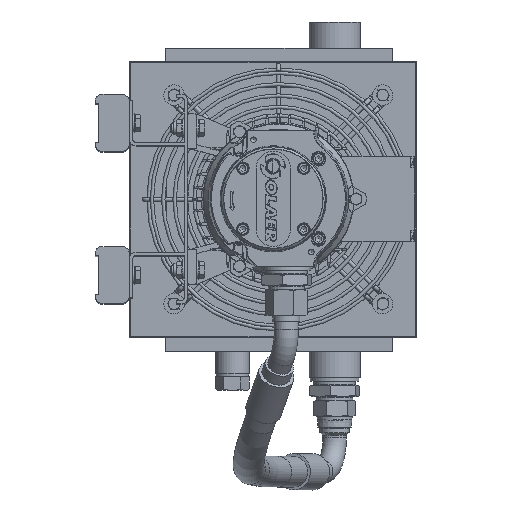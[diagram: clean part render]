
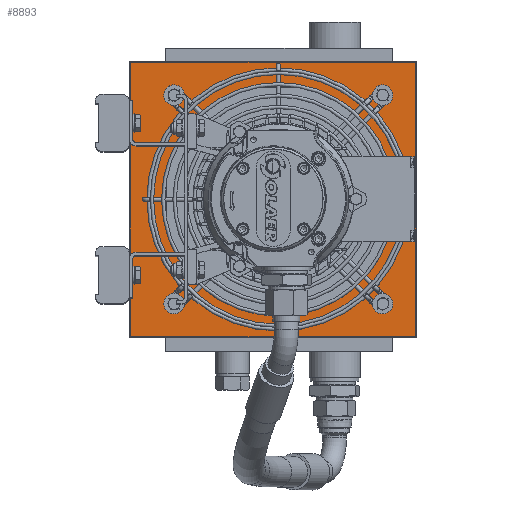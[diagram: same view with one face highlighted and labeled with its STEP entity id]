
A CAD part, top view. The second image highlights one B-rep face of the part: STEP entity #8893.
In plain terms, the highlighted planar face has unit normal (0, 0, 1).
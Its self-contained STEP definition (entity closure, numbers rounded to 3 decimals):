
#8893 = ADVANCED_FACE( '', ( #17732, #17733, #17734, #17735, #17736, #17737 ), #17738, .F. );
#17732 = FACE_OUTER_BOUND( '', #31645, .T. );
#17733 = FACE_BOUND( '', #31646, .T. );
#17734 = FACE_BOUND( '', #31647, .T. );
#17735 = FACE_BOUND( '', #31648, .T. );
#17736 = FACE_BOUND( '', #31649, .T. );
#17737 = FACE_BOUND( '', #31650, .T. );
#17738 = PLANE( '', #31651 );
#31645 = EDGE_LOOP( '', ( #51582, #51583, #51584, #51585 ) );
#31646 = EDGE_LOOP( '', ( #51586 ) );
#31647 = EDGE_LOOP( '', ( #51587 ) );
#31648 = EDGE_LOOP( '', ( #51588 ) );
#31649 = EDGE_LOOP( '', ( #51589 ) );
#31650 = EDGE_LOOP( '', ( #51590 ) );
#31651 = AXIS2_PLACEMENT_3D( '', #51591, #51592, #51593 );
#51582 = ORIENTED_EDGE( '', *, *, #61363, .T. );
#51583 = ORIENTED_EDGE( '', *, *, #64716, .T. );
#51584 = ORIENTED_EDGE( '', *, *, #65283, .T. );
#51585 = ORIENTED_EDGE( '', *, *, #64962, .T. );
#51586 = ORIENTED_EDGE( '', *, *, #64631, .T. );
#51587 = ORIENTED_EDGE( '', *, *, #65672, .T. );
#51588 = ORIENTED_EDGE( '', *, *, #61021, .T. );
#51589 = ORIENTED_EDGE( '', *, *, #62653, .T. );
#51590 = ORIENTED_EDGE( '', *, *, #66560, .T. );
#51591 = CARTESIAN_POINT( '', ( 185., -19., -125. ) );
#51592 = DIRECTION( '', ( 0., 0., -1. ) );
#51593 = DIRECTION( '', ( 0., -1., 0. ) );
#61021 = EDGE_CURVE( '', #70329, #70329, #70330, .T. );
#61363 = EDGE_CURVE( '', #70922, #70920, #70923, .T. );
#62653 = EDGE_CURVE( '', #73064, #73064, #73065, .T. );
#64631 = EDGE_CURVE( '', #76110, #76110, #76111, .T. );
#64716 = EDGE_CURVE( '', #70920, #76233, #76235, .T. );
#64962 = EDGE_CURVE( '', #76583, #70922, #76584, .T. );
#65283 = EDGE_CURVE( '', #76233, #76583, #77044, .T. );
#65672 = EDGE_CURVE( '', #77581, #77581, #77582, .T. );
#66560 = EDGE_CURVE( '', #78759, #78759, #78760, .T. );
#70329 = VERTEX_POINT( '', #84774 );
#70330 = CIRCLE( '', #84775, 4. );
#70920 = VERTEX_POINT( '', #85943 );
#70922 = VERTEX_POINT( '', #85946 );
#70923 = LINE( '', #85947, #85948 );
#73064 = VERTEX_POINT( '', #90928 );
#73065 = CIRCLE( '', #90929, 4. );
#76110 = VERTEX_POINT( '', #97627 );
#76111 = CIRCLE( '', #97628, 4. );
#76233 = VERTEX_POINT( '', #97937 );
#76235 = LINE( '', #97940, #97941 );
#76583 = VERTEX_POINT( '', #98715 );
#76584 = LINE( '', #98716, #98717 );
#77044 = LINE( '', #99676, #99677 );
#77581 = VERTEX_POINT( '', #100745 );
#77582 = CIRCLE( '', #100746, 4. );
#78759 = VERTEX_POINT( '', #103200 );
#78760 = CIRCLE( '', #103201, 101.5 );
#84774 = CARTESIAN_POINT( '', ( 238.424, 28.924, -125. ) );
#84775 = AXIS2_PLACEMENT_3D( '', #108757, #108758, #108759 );
#85943 = CARTESIAN_POINT( '', ( 268.5, -189., -125. ) );
#85946 = CARTESIAN_POINT( '', ( 15., -189., -125. ) );
#85947 = CARTESIAN_POINT( '', ( 15., -189., -125. ) );
#85948 = VECTOR( '', #109117, 1000. );
#90928 = CARTESIAN_POINT( '', ( 54.576, -154.924, -125. ) );
#90929 = AXIS2_PLACEMENT_3D( '', #110572, #110573, #110574 );
#97627 = CARTESIAN_POINT( '', ( 54.576, 28.924, -125. ) );
#97628 = AXIS2_PLACEMENT_3D( '', #112607, #112608, #112609 );
#97937 = CARTESIAN_POINT( '', ( 268.5, 55., -125. ) );
#97940 = CARTESIAN_POINT( '', ( 268.5, -189., -125. ) );
#97941 = VECTOR( '', #112679, 1000. );
#98715 = CARTESIAN_POINT( '', ( 15., 55., -125. ) );
#98716 = CARTESIAN_POINT( '', ( 15., 55., -125. ) );
#98717 = VECTOR( '', #112915, 1000. );
#99676 = CARTESIAN_POINT( '', ( 268.5, 55., -125. ) );
#99677 = VECTOR( '', #113229, 1000. );
#100745 = CARTESIAN_POINT( '', ( 238.424, -154.924, -125. ) );
#100746 = AXIS2_PLACEMENT_3D( '', #113620, #113621, #113622 );
#103200 = CARTESIAN_POINT( '', ( 146.5, -168.5, -125. ) );
#103201 = AXIS2_PLACEMENT_3D( '', #114457, #114458, #114459 );
#108757 = CARTESIAN_POINT( '', ( 238.424, 24.924, -125. ) );
#108758 = DIRECTION( '', ( 0., 0., -1. ) );
#108759 = DIRECTION( '', ( 0., 1., 0. ) );
#109117 = DIRECTION( '', ( 1., 0., 0. ) );
#110572 = CARTESIAN_POINT( '', ( 54.576, -158.924, -125. ) );
#110573 = DIRECTION( '', ( 0., 0., -1. ) );
#110574 = DIRECTION( '', ( 0., 1., 0. ) );
#112607 = CARTESIAN_POINT( '', ( 54.576, 24.924, -125. ) );
#112608 = DIRECTION( '', ( 0., 0., -1. ) );
#112609 = DIRECTION( '', ( 0., 1., 0. ) );
#112679 = DIRECTION( '', ( 0., 1., 0. ) );
#112915 = DIRECTION( '', ( 0., -1., 0. ) );
#113229 = DIRECTION( '', ( -1., 0., 0. ) );
#113620 = CARTESIAN_POINT( '', ( 238.424, -158.924, -125. ) );
#113621 = DIRECTION( '', ( 0., 0., -1. ) );
#113622 = DIRECTION( '', ( 0., 1., 0. ) );
#114457 = CARTESIAN_POINT( '', ( 146.5, -67., -125. ) );
#114458 = DIRECTION( '', ( 0., 0., -1. ) );
#114459 = DIRECTION( '', ( 0., -1., 0. ) );
